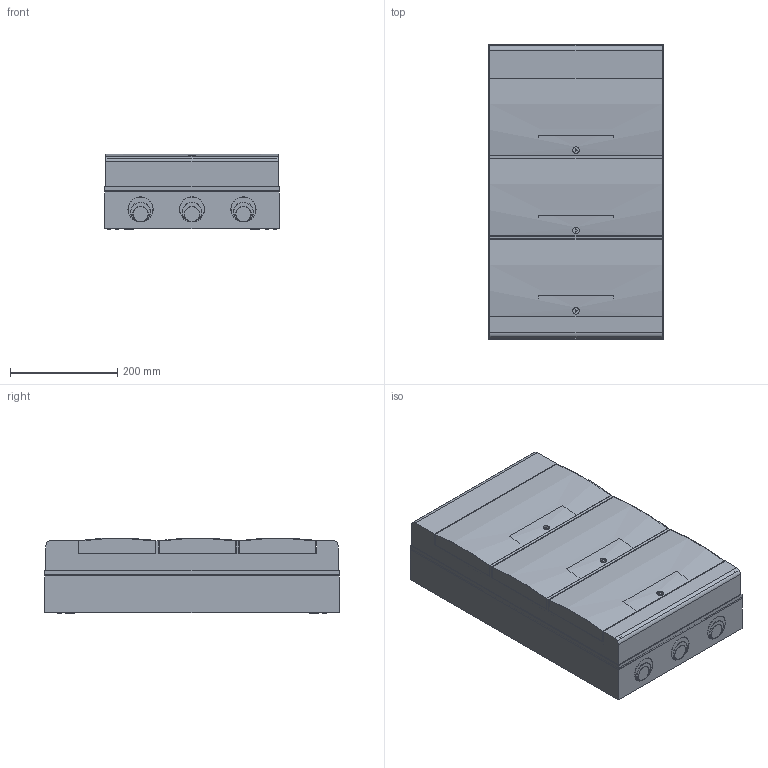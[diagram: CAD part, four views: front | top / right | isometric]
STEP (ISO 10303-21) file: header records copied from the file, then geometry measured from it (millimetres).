
FILE_DESCRIPTION (( 'STEP AP203' ), '1' );
FILE_NAME ('MKP73-N-48-66 帎砅-48 IP66.STEP', '2016-10-18T07:35:30', ( '' ), ( '' ), 'SwSTEP 2.0', 'SolidWorks 2014', '' );
FILE_SCHEMA (( 'CONFIG_CONTROL_DESIGN' ));
Length unit declared in the file: millimetre
Products named in the file (1): MKP73-N-48-66 帎砅-48 IP66
Bounding box: 326 x 550 x 140.94 mm (x, y, z)
Volume: 2849752.5 mm3; surface area: 1935600.5 mm2
Topology: 20 solids, 20 shells, 3285 faces, 9026 edges, 6035 vertices
Faces by surface type: plane 2383, cylinder 574, cone 324, torus 4
Full cylindrical faces by diameter (mm): 2.5 x14, 3 x2, 4 x104, 5 x106, 6 x10, 7 x12, 8 x2, 10 x4, 11.5 x6, 12 x3, 13 x8, 14 x6, 18 x8, 28 x6, 47 x6
Entity records: 101989 total; most frequent: CARTESIAN_POINT 21998, DIRECTION 16370, ORIENTED_EDGE 16122, EDGE_CURVE 8061, AXIS2_PLACEMENT_3D 5846, VERTEX_POINT 5628, VECTOR 4678, LINE 4678
